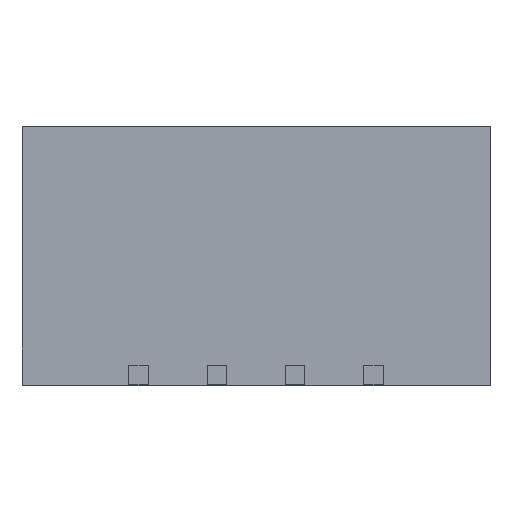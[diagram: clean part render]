
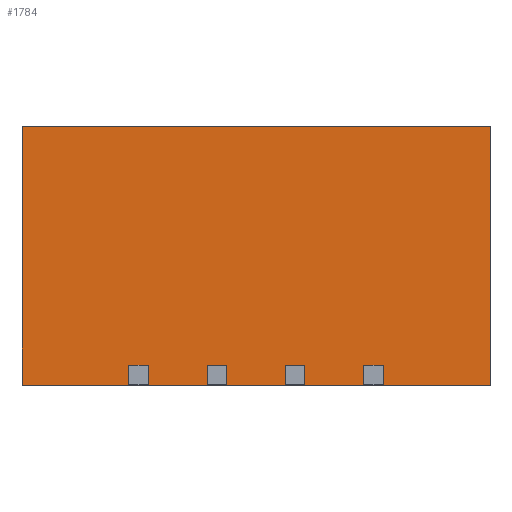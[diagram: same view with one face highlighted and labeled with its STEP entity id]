
A CAD part, top view. The second image highlights one B-rep face of the part: STEP entity #1784.
In plain terms, the highlighted planar face has unit normal (0, 0, 1).
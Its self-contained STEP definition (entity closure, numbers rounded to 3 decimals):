
#50=FACE_OUTER_BOUND('',#156,.T.);
#156=EDGE_LOOP('',(#1243,#1244,#1245,#1246));
#291=LINE('',#2563,#541);
#300=LINE('',#2578,#550);
#303=LINE('',#2585,#553);
#305=LINE('',#2588,#555);
#541=VECTOR('',#2077,1000.);
#550=VECTOR('',#2088,1000.);
#553=VECTOR('',#2093,1000.);
#555=VECTOR('',#2097,10.);
#781=VERTEX_POINT('',#2560);
#782=VERTEX_POINT('',#2562);
#785=VERTEX_POINT('',#2571);
#790=VERTEX_POINT('',#2583);
#957=EDGE_CURVE('',#781,#782,#291,.T.);
#966=EDGE_CURVE('',#785,#782,#300,.T.);
#969=EDGE_CURVE('',#790,#781,#303,.T.);
#971=EDGE_CURVE('',#790,#785,#305,.T.);
#1243=ORIENTED_EDGE('',*,*,#971,.T.);
#1244=ORIENTED_EDGE('',*,*,#966,.T.);
#1245=ORIENTED_EDGE('',*,*,#957,.F.);
#1246=ORIENTED_EDGE('',*,*,#969,.F.);
#1678=PLANE('',#1914);
#1784=ADVANCED_FACE('',(#50),#1678,.F.);
#1914=AXIS2_PLACEMENT_3D('',#2587,#2095,#2096);
#2077=DIRECTION('',(1.,0.,0.));
#2088=DIRECTION('',(0.,1.,0.));
#2093=DIRECTION('',(0.,1.,0.));
#2095=DIRECTION('center_axis',(0.,0.,-1.));
#2096=DIRECTION('ref_axis',(-1.,0.,0.));
#2097=DIRECTION('',(1.,0.,0.));
#2560=CARTESIAN_POINT('',(0.,6.6,5.975));
#2562=CARTESIAN_POINT('',(11.95,6.6,5.975));
#2563=CARTESIAN_POINT('',(0.,6.6,5.975));
#2571=CARTESIAN_POINT('',(11.95,0.,5.975));
#2578=CARTESIAN_POINT('',(11.95,6.6,5.975));
#2583=CARTESIAN_POINT('',(0.,0.,5.975));
#2585=CARTESIAN_POINT('',(0.,6.6,5.975));
#2587=CARTESIAN_POINT('Origin',(0.,6.6,5.975));
#2588=CARTESIAN_POINT('',(2.987,0.,5.975));
